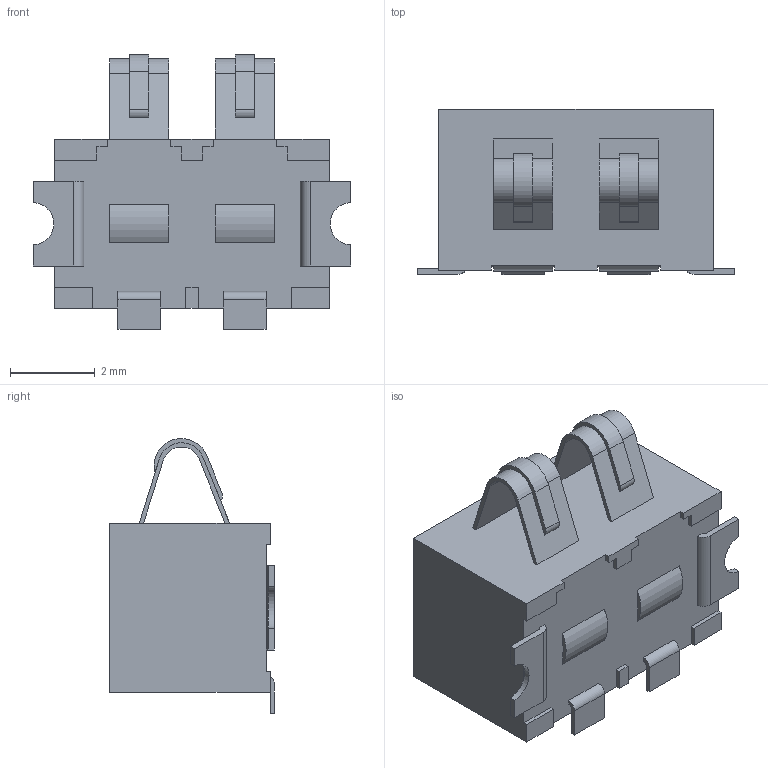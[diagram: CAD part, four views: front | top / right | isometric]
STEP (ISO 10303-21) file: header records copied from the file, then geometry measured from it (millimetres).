
FILE_DESCRIPTION(/* description */ ('STEP AP203'),/* implementation_level */ '2;1');
FILE_NAME(/* name */ '009155002541006',/* time_stamp */ '2025-03-03T17:06:11+01:00',/* author */ ('License CC BY-ND 4.0'),/* organization */ ('CADENAS'),/* preprocessor_version */ 'ST-DEVELOPER v19.3',/* originating_system */ 'PARTsolutions',/* authorisation */ ' ');
FILE_SCHEMA (('CONFIG_CONTROL_DESIGN'));
Length unit declared in the file: millimetre
Products named in the file (1): 009155002541006
Bounding box: 7.5 x 3.9 x 6.5 mm (x, y, z)
Volume: 98.9 mm3; surface area: 174.1 mm2
Topology: 1 solids, 1 shells, 102 faces, 288 edges, 192 vertices
Faces by surface type: plane 78, cylinder 24
Entity records: 4034 total; most frequent: CARTESIAN_POINT 583, ORIENTED_EDGE 576, DIRECTION 542, EDGE_CURVE 288, LINE 240, VECTOR 240, VERTEX_POINT 192, AXIS2_PLACEMENT_3D 151
